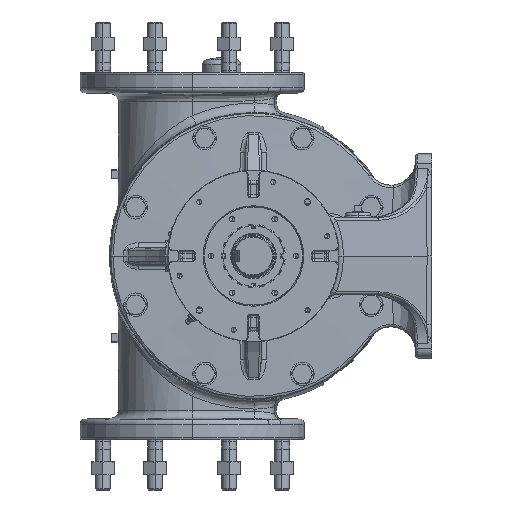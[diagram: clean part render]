
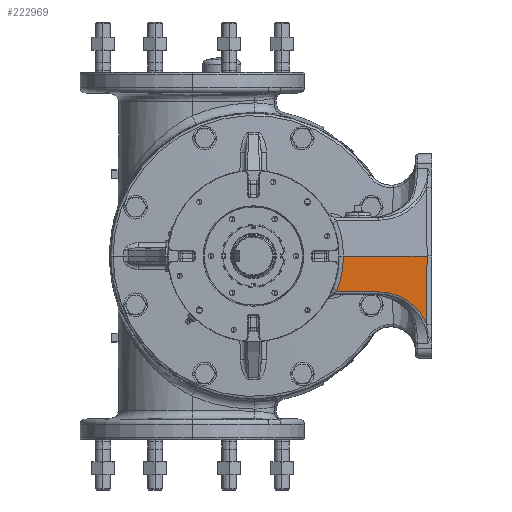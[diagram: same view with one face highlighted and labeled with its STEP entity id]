
A CAD part, left-side view. The second image highlights one B-rep face of the part: STEP entity #222969.
In plain terms, the highlighted planar face has unit normal (-0.707, -0.707, -0.035).
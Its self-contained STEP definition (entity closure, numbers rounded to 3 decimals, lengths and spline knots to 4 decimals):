
#1248 = FACE_OUTER_BOUND ( 'NONE', #38501, .T. ) ;
#6760 = VECTOR ( 'NONE', #172818, 39.3701 ) ;
#7389 = CARTESIAN_POINT ( 'NONE',  ( -12.8974, -4.4067, -0.6035 ) ) ;
#10698 = CARTESIAN_POINT ( 'NONE',  ( -13.1709, -4.0761, -1.7592 ) ) ;
#12942 = CARTESIAN_POINT ( 'NONE',  ( -12.9806, -4.2942, -1.1965 ) ) ;
#17085 = DIRECTION ( 'NONE',  ( -0.707, -0.707, -0.035 ) ) ;
#17094 = VERTEX_POINT ( 'NONE', #70803 ) ;
#19375 = LINE ( 'NONE', #140027, #209885 ) ;
#29168 = CARTESIAN_POINT ( 'NONE',  ( -10.0321, -7.2149, -1.7592 ) ) ;
#31792 = PLANE ( 'NONE',  #77247 ) ;
#36250 = ORIENTED_EDGE ( 'NONE', *, *, #149717, .T. ) ;
#36280 = DIRECTION ( 'NONE',  ( -0.035, -0.014, 0.999 ) ) ;
#38501 = EDGE_LOOP ( 'NONE', ( #36250, #168021, #160979, #137260, #67338 ) ) ;
#51432 = LINE ( 'NONE', #190181, #199893 ) ;
#65632 = CARTESIAN_POINT ( 'NONE',  ( -8.5839, -8.75, 0. ) ) ;
#67338 = ORIENTED_EDGE ( 'NONE', *, *, #119601, .T. ) ;
#69662 = CARTESIAN_POINT ( 'NONE',  ( -8.7044, -8.4647, -3.3368 ) ) ;
#70803 = CARTESIAN_POINT ( 'NONE',  ( -12.924, -4.4099, 0. ) ) ;
#71621 =( BOUNDED_CURVE ( )  B_SPLINE_CURVE ( 3, ( #200649, #29168, #115974, #69662 ),
 .UNSPECIFIED., .F., .T. ) 
 B_SPLINE_CURVE_WITH_KNOTS ( ( 4, 4 ),
 ( 1.6201, 2.7818 ),
 .UNSPECIFIED. ) 
 CURVE ( )  GEOMETRIC_REPRESENTATION_ITEM ( )  RATIONAL_B_SPLINE_CURVE ( ( 1., 0.891, 0.891, 1. ) ) 
 REPRESENTATION_ITEM ( '' )  );
#72610 = CARTESIAN_POINT ( 'NONE',  ( -13.1709, -4.0761, -1.7592 ) ) ;
#77247 = AXIS2_PLACEMENT_3D ( 'NONE', #65632, #17085, #203263 ) ;
#78748 = VERTEX_POINT ( 'NONE', #72610 ) ;
#92845 = CARTESIAN_POINT ( 'NONE',  ( -8.7044, -8.4647, -3.3368 ) ) ;
#102878 = CARTESIAN_POINT ( 'NONE',  ( -11.0262, -6.2208, -1.7592 ) ) ;
#111752 = EDGE_CURVE ( 'NONE', #17094, #78748, #186324, .T. ) ;
#115974 = CARTESIAN_POINT ( 'NONE',  ( -9.1325, -8.0853, -2.3496 ) ) ;
#119100 = DIRECTION ( 'NONE',  ( 0.707, -0.707, 0. ) ) ;
#119601 = EDGE_CURVE ( 'NONE', #78748, #201619, #120901, .T. ) ;
#120901 = LINE ( 'NONE', #102878, #6760 ) ;
#128510 = CARTESIAN_POINT ( 'NONE',  ( -11.1082, -6.1389, -1.7592 ) ) ;
#137260 = ORIENTED_EDGE ( 'NONE', *, *, #111752, .T. ) ;
#140027 = CARTESIAN_POINT ( 'NONE',  ( -8.8209, -8.5129, -0.003 ) ) ;
#148264 = CARTESIAN_POINT ( 'NONE',  ( -8.821, -8.5129, 0. ) ) ;
#149717 = EDGE_CURVE ( 'NONE', #201619, #195682, #71621, .T. ) ;
#160979 = ORIENTED_EDGE ( 'NONE', *, *, #194345, .F. ) ;
#161961 = CARTESIAN_POINT ( 'NONE',  ( -12.924, -4.4099, 0. ) ) ;
#168021 = ORIENTED_EDGE ( 'NONE', *, *, #219704, .T. ) ;
#172818 = DIRECTION ( 'NONE',  ( 0.707, -0.707, 0. ) ) ;
#186324 =( BOUNDED_CURVE ( )  B_SPLINE_CURVE ( 3, ( #161961, #7389, #12942, #10698 ),
 .UNSPECIFIED., .F., .T. ) 
 B_SPLINE_CURVE_WITH_KNOTS ( ( 4, 4 ),
 ( 3.0975, 3.462 ),
 .UNSPECIFIED. ) 
 CURVE ( )  GEOMETRIC_REPRESENTATION_ITEM ( )  RATIONAL_B_SPLINE_CURVE ( ( 1., 0.989, 0.989, 1. ) ) 
 REPRESENTATION_ITEM ( '' )  );
#190181 = CARTESIAN_POINT ( 'NONE',  ( -8.5839, -8.75, 0. ) ) ;
#194345 = EDGE_CURVE ( 'NONE', #17094, #215078, #51432, .T. ) ;
#195682 = VERTEX_POINT ( 'NONE', #92845 ) ;
#199893 = VECTOR ( 'NONE', #119100, 39.3701 ) ;
#200649 = CARTESIAN_POINT ( 'NONE',  ( -11.1082, -6.1389, -1.7592 ) ) ;
#201619 = VERTEX_POINT ( 'NONE', #128510 ) ;
#203263 = DIRECTION ( 'NONE',  ( 0.707, -0.707, 0. ) ) ;
#209885 = VECTOR ( 'NONE', #36280, 39.3701 ) ;
#215078 = VERTEX_POINT ( 'NONE', #148264 ) ;
#219704 = EDGE_CURVE ( 'NONE', #195682, #215078, #19375, .T. ) ;
#222969 = ADVANCED_FACE ( 'Defeatured_0_2653', ( #1248 ), #31792, .T. ) ;
